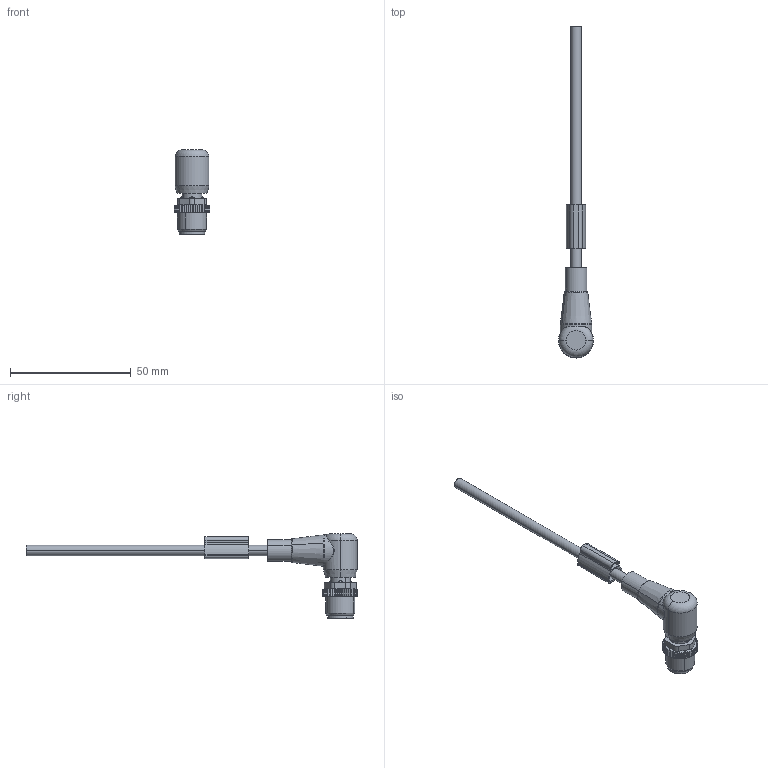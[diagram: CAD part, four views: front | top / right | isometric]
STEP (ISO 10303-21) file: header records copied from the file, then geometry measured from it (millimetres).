
FILE_DESCRIPTION(('CATIA V5 STEP Exchange','CAx-IF Rec.Pracs.--- Model Styling and Organization---1.4--- 2014-01-23'),'2;1');
FILE_NAME ('004777-4_0', '2020-04-14T06:43:06+00:00', ('none'), ('Weidmueller'), 'CATIA Version 5-6 Release 2016 SP3 HF44', 'CATIA V5 STEP AP214', 'none');
FILE_SCHEMA(('AUTOMOTIVE_DESIGN { 1 0 10303 214 1 1 1 1 }'));
Length unit declared in the file: millimetre
Products named in the file (1): 1057800300
Bounding box: 14.6 x 137.26 x 35 mm (x, y, z)
Volume: 8105.8 mm3; surface area: 7165.3 mm2
Topology: 8 solids, 8 shells, 568 faces, 1439 edges, 900 vertices
Faces by surface type: plane 219, cylinder 178, cone 78, torus 72, bspline 11, sphere 10
Entity records: 16985 total; most frequent: CARTESIAN_POINT 4840, ORIENTED_EDGE 2842, DIRECTION 1842, EDGE_CURVE 1421, AXIS2_PLACEMENT_3D 901, VERTEX_POINT 900, EDGE_LOOP 617, VECTOR 579
